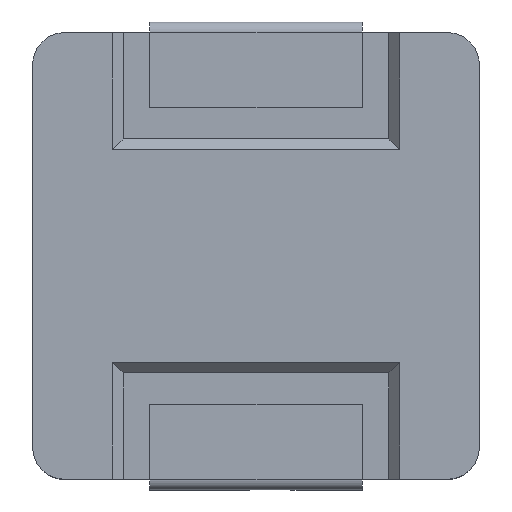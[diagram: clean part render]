
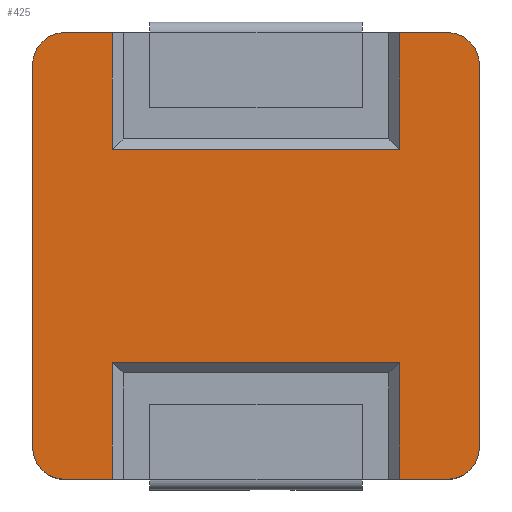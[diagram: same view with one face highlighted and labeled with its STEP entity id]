
A CAD part, top view. The second image highlights one B-rep face of the part: STEP entity #425.
In plain terms, the highlighted planar face has unit normal (0, 0, 1).
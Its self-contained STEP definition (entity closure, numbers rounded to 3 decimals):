
#164=CIRCLE('',#4143,0.3);
#165=CIRCLE('',#4144,0.3);
#166=CIRCLE('',#4145,0.3);
#167=CIRCLE('',#4146,0.3);
#425=ADVANCED_FACE('',(#765),#584,.T.);
#584=PLANE('',#4147);
#765=FACE_OUTER_BOUND('',#983,.T.);
#983=EDGE_LOOP('',(#2342,#2343,#2344,#2345,#2346,#2347,#2348,#2349,#2350,
#2351,#2352,#2353,#2354,#2355,#2356,#2357));
#1221=LINE('',#6394,#1538);
#1222=LINE('',#6399,#1539);
#1223=LINE('',#6401,#1540);
#1224=LINE('',#6403,#1541);
#1225=LINE('',#6405,#1542);
#1226=LINE('',#6407,#1543);
#1227=LINE('',#6411,#1544);
#1228=LINE('',#6415,#1545);
#1229=LINE('',#6417,#1546);
#1230=LINE('',#6419,#1547);
#1231=LINE('',#6421,#1548);
#1232=LINE('',#6423,#1549);
#1538=VECTOR('',#4666,1.);
#1539=VECTOR('',#4669,1.);
#1540=VECTOR('',#4670,1.);
#1541=VECTOR('',#4671,1.);
#1542=VECTOR('',#4672,1.);
#1543=VECTOR('',#4673,1.);
#1544=VECTOR('',#4676,1.);
#1545=VECTOR('',#4679,1.);
#1546=VECTOR('',#4680,1.);
#1547=VECTOR('',#4681,1.);
#1548=VECTOR('',#4682,1.);
#1549=VECTOR('',#4683,1.);
#2342=ORIENTED_EDGE('',*,*,#3514,.F.);
#2343=ORIENTED_EDGE('',*,*,#3515,.T.);
#2344=ORIENTED_EDGE('',*,*,#3516,.F.);
#2345=ORIENTED_EDGE('',*,*,#3517,.T.);
#2346=ORIENTED_EDGE('',*,*,#3518,.T.);
#2347=ORIENTED_EDGE('',*,*,#3519,.T.);
#2348=ORIENTED_EDGE('',*,*,#3520,.F.);
#2349=ORIENTED_EDGE('',*,*,#3521,.T.);
#2350=ORIENTED_EDGE('',*,*,#3522,.F.);
#2351=ORIENTED_EDGE('',*,*,#3523,.T.);
#2352=ORIENTED_EDGE('',*,*,#3524,.F.);
#2353=ORIENTED_EDGE('',*,*,#3525,.T.);
#2354=ORIENTED_EDGE('',*,*,#3526,.T.);
#2355=ORIENTED_EDGE('',*,*,#3527,.T.);
#2356=ORIENTED_EDGE('',*,*,#3528,.F.);
#2357=ORIENTED_EDGE('',*,*,#3529,.T.);
#3030=VERTEX_POINT('',#6395);
#3031=VERTEX_POINT('',#6396);
#3032=VERTEX_POINT('',#6398);
#3033=VERTEX_POINT('',#6400);
#3034=VERTEX_POINT('',#6402);
#3035=VERTEX_POINT('',#6404);
#3036=VERTEX_POINT('',#6406);
#3037=VERTEX_POINT('',#6408);
#3038=VERTEX_POINT('',#6410);
#3039=VERTEX_POINT('',#6412);
#3040=VERTEX_POINT('',#6414);
#3041=VERTEX_POINT('',#6416);
#3042=VERTEX_POINT('',#6418);
#3043=VERTEX_POINT('',#6420);
#3044=VERTEX_POINT('',#6422);
#3045=VERTEX_POINT('',#6424);
#3514=EDGE_CURVE('',#3030,#3031,#1221,.T.);
#3515=EDGE_CURVE('',#3030,#3032,#164,.T.);
#3516=EDGE_CURVE('',#3033,#3032,#1222,.T.);
#3517=EDGE_CURVE('',#3033,#3034,#1223,.T.);
#3518=EDGE_CURVE('',#3034,#3035,#1224,.T.);
#3519=EDGE_CURVE('',#3035,#3036,#1225,.T.);
#3520=EDGE_CURVE('',#3037,#3036,#1226,.T.);
#3521=EDGE_CURVE('',#3037,#3038,#165,.T.);
#3522=EDGE_CURVE('',#3039,#3038,#1227,.T.);
#3523=EDGE_CURVE('',#3039,#3040,#166,.T.);
#3524=EDGE_CURVE('',#3041,#3040,#1228,.T.);
#3525=EDGE_CURVE('',#3041,#3042,#1229,.T.);
#3526=EDGE_CURVE('',#3042,#3043,#1230,.T.);
#3527=EDGE_CURVE('',#3043,#3044,#1231,.T.);
#3528=EDGE_CURVE('',#3045,#3044,#1232,.T.);
#3529=EDGE_CURVE('',#3045,#3031,#167,.T.);
#4143=AXIS2_PLACEMENT_3D('',#6397,#4667,#4668);
#4144=AXIS2_PLACEMENT_3D('',#6409,#4674,#4675);
#4145=AXIS2_PLACEMENT_3D('',#6413,#4677,#4678);
#4146=AXIS2_PLACEMENT_3D('',#6425,#4684,#4685);
#4147=AXIS2_PLACEMENT_3D('',#6426,#4686,#4687);
#4666=DIRECTION('',(0.,1.,0.));
#4667=DIRECTION('',(0.,0.,1.));
#4668=DIRECTION('',(1.,0.,0.));
#4669=DIRECTION('',(-1.,0.,0.));
#4670=DIRECTION('',(0.,1.,0.));
#4671=DIRECTION('',(1.,0.,0.));
#4672=DIRECTION('',(0.,-1.,0.));
#4673=DIRECTION('',(-1.,0.,0.));
#4674=DIRECTION('',(0.,0.,1.));
#4675=DIRECTION('',(1.,0.,0.));
#4676=DIRECTION('',(0.,-1.,0.));
#4677=DIRECTION('',(0.,0.,1.));
#4678=DIRECTION('',(1.,0.,0.));
#4679=DIRECTION('',(1.,0.,0.));
#4680=DIRECTION('',(0.,-1.,0.));
#4681=DIRECTION('',(-1.,0.,0.));
#4682=DIRECTION('',(0.,1.,0.));
#4683=DIRECTION('',(1.,0.,0.));
#4684=DIRECTION('',(0.,0.,1.));
#4685=DIRECTION('',(1.,0.,0.));
#4686=DIRECTION('',(0.,0.,1.));
#4687=DIRECTION('',(0.,1.,0.));
#6394=CARTESIAN_POINT('',(3.782,7.75,-0.2));
#6395=CARTESIAN_POINT('',(3.782,5.95,-0.2));
#6396=CARTESIAN_POINT('',(3.782,9.55,-0.2));
#6397=CARTESIAN_POINT('',(4.082,5.95,-0.2));
#6398=CARTESIAN_POINT('',(4.082,5.65,-0.2));
#6399=CARTESIAN_POINT('',(5.882,5.65,-0.2));
#6400=CARTESIAN_POINT('',(4.532,5.65,-0.2));
#6401=CARTESIAN_POINT('',(4.532,6.65,-0.2));
#6402=CARTESIAN_POINT('',(4.532,6.75,-0.2));
#6403=CARTESIAN_POINT('',(7.132,6.75,-0.2));
#6404=CARTESIAN_POINT('',(7.232,6.75,-0.2));
#6405=CARTESIAN_POINT('',(7.232,5.65,-0.2));
#6406=CARTESIAN_POINT('',(7.232,5.65,-0.2));
#6407=CARTESIAN_POINT('',(5.882,5.65,-0.2));
#6408=CARTESIAN_POINT('',(7.682,5.65,-0.2));
#6409=CARTESIAN_POINT('',(7.682,5.95,-0.2));
#6410=CARTESIAN_POINT('',(7.982,5.95,-0.2));
#6411=CARTESIAN_POINT('',(7.982,7.75,-0.2));
#6412=CARTESIAN_POINT('',(7.982,9.55,-0.2));
#6413=CARTESIAN_POINT('',(7.682,9.55,-0.2));
#6414=CARTESIAN_POINT('',(7.682,9.85,-0.2));
#6415=CARTESIAN_POINT('',(5.882,9.85,-0.2));
#6416=CARTESIAN_POINT('',(7.232,9.85,-0.2));
#6417=CARTESIAN_POINT('',(7.232,8.85,-0.2));
#6418=CARTESIAN_POINT('',(7.232,8.75,-0.2));
#6419=CARTESIAN_POINT('',(4.632,8.75,-0.2));
#6420=CARTESIAN_POINT('',(4.532,8.75,-0.2));
#6421=CARTESIAN_POINT('',(4.532,9.85,-0.2));
#6422=CARTESIAN_POINT('',(4.532,9.85,-0.2));
#6423=CARTESIAN_POINT('',(5.882,9.85,-0.2));
#6424=CARTESIAN_POINT('',(4.082,9.85,-0.2));
#6425=CARTESIAN_POINT('',(4.082,9.55,-0.2));
#6426=CARTESIAN_POINT('',(5.882,7.75,-0.2));
